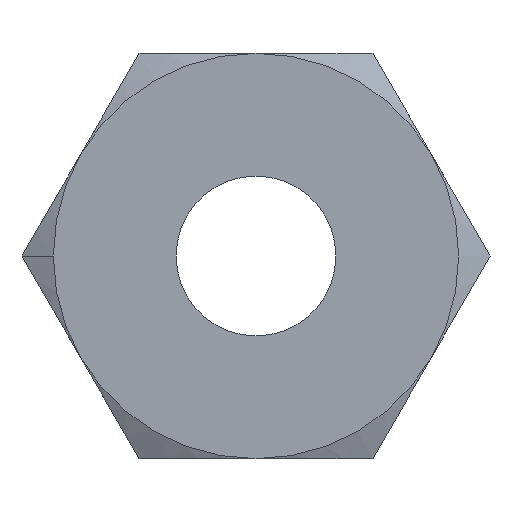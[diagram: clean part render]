
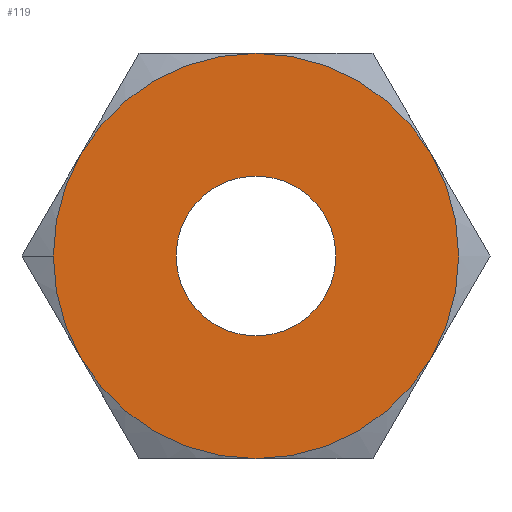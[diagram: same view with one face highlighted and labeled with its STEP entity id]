
A CAD part, front view. The second image highlights one B-rep face of the part: STEP entity #119.
In plain terms, the highlighted planar face has unit normal (0, -1, 0).
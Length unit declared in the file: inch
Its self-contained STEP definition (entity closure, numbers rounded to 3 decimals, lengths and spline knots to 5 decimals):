
#1 = FACE_OUTER_BOUND ( 'NONE', #325, .T. ) ;
#15 = AXIS2_PLACEMENT_3D ( 'NONE', #311, #54, #797 ) ;
#27 = DIRECTION ( 'NONE',  ( 0., 0., 1. ) ) ;
#35 = VERTEX_POINT ( 'NONE', #788 ) ;
#47 = AXIS2_PLACEMENT_3D ( 'NONE', #921, #867, #192 ) ;
#53 = EDGE_CURVE ( 'NONE', #484, #66, #783, .T. ) ;
#54 = DIRECTION ( 'NONE',  ( 0., 1., 0. ) ) ;
#61 = CIRCLE ( 'NONE', #15, 0.1725 ) ;
#66 = VERTEX_POINT ( 'NONE', #547 ) ;
#107 = CARTESIAN_POINT ( 'NONE',  ( 0.14939, -0.0935, -0.08625 ) ) ;
#110 = CARTESIAN_POINT ( 'NONE',  ( -0.14939, -0.0935, -0.08625 ) ) ;
#113 = DIRECTION ( 'NONE',  ( 0., 1., 0. ) ) ;
#119 = ADVANCED_FACE ( 'NONE', ( #483, #1 ), #331, .F. ) ;
#120 = AXIS2_PLACEMENT_3D ( 'NONE', #966, #393, #258 ) ;
#123 = VERTEX_POINT ( 'NONE', #107 ) ;
#139 = DIRECTION ( 'NONE',  ( 0., 0., 1. ) ) ;
#146 = ORIENTED_EDGE ( 'NONE', *, *, #496, .F. ) ;
#151 = CARTESIAN_POINT ( 'NONE',  ( -0.14939, -0.0935, 0.08625 ) ) ;
#162 = DIRECTION ( 'NONE',  ( 0., 1., 0. ) ) ;
#181 = VERTEX_POINT ( 'NONE', #260 ) ;
#192 = DIRECTION ( 'NONE',  ( 0., 0., 1. ) ) ;
#206 = ORIENTED_EDGE ( 'NONE', *, *, #53, .F. ) ;
#210 = ORIENTED_EDGE ( 'NONE', *, *, #401, .F. ) ;
#221 = DIRECTION ( 'NONE',  ( 0., 0., 1. ) ) ;
#248 = CARTESIAN_POINT ( 'NONE',  ( 0., -0.0935, 0. ) ) ;
#258 = DIRECTION ( 'NONE',  ( 0., 0., 1. ) ) ;
#260 = CARTESIAN_POINT ( 'NONE',  ( 0., -0.0935, -0.068 ) ) ;
#274 = VERTEX_POINT ( 'NONE', #286 ) ;
#286 = CARTESIAN_POINT ( 'NONE',  ( -0.1725, -0.0935, 0. ) ) ;
#309 = CARTESIAN_POINT ( 'NONE',  ( 0.14939, -0.0935, 0.08625 ) ) ;
#311 = CARTESIAN_POINT ( 'NONE',  ( 0., -0.0935, 0. ) ) ;
#323 = CARTESIAN_POINT ( 'NONE',  ( 0., -0.0935, 0. ) ) ;
#325 = EDGE_LOOP ( 'NONE', ( #994, #206, #678, #602, #146, #210, #881 ) ) ;
#328 = CARTESIAN_POINT ( 'NONE',  ( 0., -0.0935, 0.068 ) ) ;
#331 = PLANE ( 'NONE',  #452 ) ;
#384 = AXIS2_PLACEMENT_3D ( 'NONE', #323, #162, #139 ) ;
#393 = DIRECTION ( 'NONE',  ( 0., 1., 0. ) ) ;
#401 = EDGE_CURVE ( 'NONE', #123, #35, #857, .T. ) ;
#421 = EDGE_CURVE ( 'NONE', #66, #648, #61, .T. ) ;
#431 = DIRECTION ( 'NONE',  ( 0., 0., 1. ) ) ;
#438 = CIRCLE ( 'NONE', #876, 0.1725 ) ;
#440 = CIRCLE ( 'NONE', #504, 0.1725 ) ;
#452 = AXIS2_PLACEMENT_3D ( 'NONE', #653, #974, #816 ) ;
#483 = FACE_BOUND ( 'NONE', #555, .T. ) ;
#484 = VERTEX_POINT ( 'NONE', #151 ) ;
#496 = EDGE_CURVE ( 'NONE', #35, #617, #438, .T. ) ;
#504 = AXIS2_PLACEMENT_3D ( 'NONE', #995, #113, #27 ) ;
#547 = CARTESIAN_POINT ( 'NONE',  ( 0., -0.0935, 0.1725 ) ) ;
#555 = EDGE_LOOP ( 'NONE', ( #594, #933 ) ) ;
#585 = DIRECTION ( 'NONE',  ( 0., 1., 0. ) ) ;
#594 = ORIENTED_EDGE ( 'NONE', *, *, #749, .T. ) ;
#602 = ORIENTED_EDGE ( 'NONE', *, *, #1021, .F. ) ;
#605 = CARTESIAN_POINT ( 'NONE',  ( 0., -0.0935, 0. ) ) ;
#608 = CIRCLE ( 'NONE', #120, 0.1725 ) ;
#617 = VERTEX_POINT ( 'NONE', #110 ) ;
#633 = CARTESIAN_POINT ( 'NONE',  ( 0., -0.0935, 0. ) ) ;
#638 = AXIS2_PLACEMENT_3D ( 'NONE', #633, #956, #969 ) ;
#648 = VERTEX_POINT ( 'NONE', #309 ) ;
#653 = CARTESIAN_POINT ( 'NONE',  ( 0., -0.0935, 0. ) ) ;
#678 = ORIENTED_EDGE ( 'NONE', *, *, #872, .F. ) ;
#686 = EDGE_CURVE ( 'NONE', #648, #123, #912, .T. ) ;
#691 = CARTESIAN_POINT ( 'NONE',  ( 0., -0.0935, 0. ) ) ;
#749 = EDGE_CURVE ( 'NONE', #908, #181, #859, .T. ) ;
#781 = EDGE_CURVE ( 'NONE', #181, #908, #1018, .T. ) ;
#783 = CIRCLE ( 'NONE', #638, 0.1725 ) ;
#788 = CARTESIAN_POINT ( 'NONE',  ( 0., -0.0935, -0.1725 ) ) ;
#797 = DIRECTION ( 'NONE',  ( 0., 0., 1. ) ) ;
#816 = DIRECTION ( 'NONE',  ( 0., 0., 1. ) ) ;
#857 = CIRCLE ( 'NONE', #384, 0.1725 ) ;
#859 = CIRCLE ( 'NONE', #982, 0.068 ) ;
#867 = DIRECTION ( 'NONE',  ( 0., 1., 0. ) ) ;
#872 = EDGE_CURVE ( 'NONE', #274, #484, #608, .T. ) ;
#876 = AXIS2_PLACEMENT_3D ( 'NONE', #248, #585, #895 ) ;
#881 = ORIENTED_EDGE ( 'NONE', *, *, #686, .F. ) ;
#895 = DIRECTION ( 'NONE',  ( 0., 0., 1. ) ) ;
#908 = VERTEX_POINT ( 'NONE', #328 ) ;
#912 = CIRCLE ( 'NONE', #1051, 0.1725 ) ;
#921 = CARTESIAN_POINT ( 'NONE',  ( 0., -0.0935, 0. ) ) ;
#931 = DIRECTION ( 'NONE',  ( 0., 1., 0. ) ) ;
#933 = ORIENTED_EDGE ( 'NONE', *, *, #781, .T. ) ;
#952 = DIRECTION ( 'NONE',  ( 0., 1., 0. ) ) ;
#956 = DIRECTION ( 'NONE',  ( 0., 1., 0. ) ) ;
#966 = CARTESIAN_POINT ( 'NONE',  ( 0., -0.0935, 0. ) ) ;
#969 = DIRECTION ( 'NONE',  ( -1., 0., 0. ) ) ;
#974 = DIRECTION ( 'NONE',  ( 0., 1., 0. ) ) ;
#982 = AXIS2_PLACEMENT_3D ( 'NONE', #691, #931, #431 ) ;
#994 = ORIENTED_EDGE ( 'NONE', *, *, #421, .F. ) ;
#995 = CARTESIAN_POINT ( 'NONE',  ( 0., -0.0935, 0. ) ) ;
#1018 = CIRCLE ( 'NONE', #47, 0.068 ) ;
#1021 = EDGE_CURVE ( 'NONE', #617, #274, #440, .T. ) ;
#1051 = AXIS2_PLACEMENT_3D ( 'NONE', #605, #952, #221 ) ;
